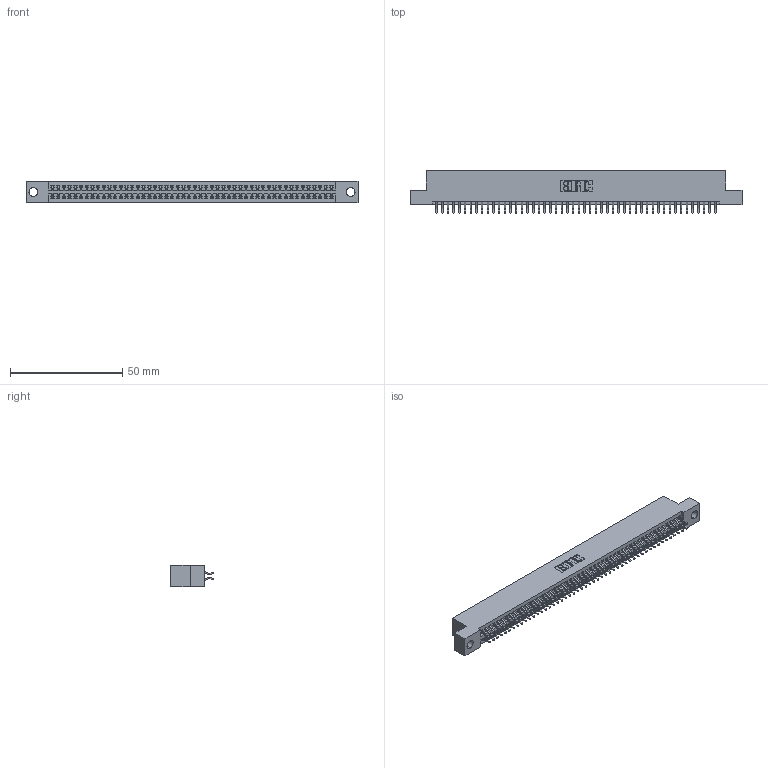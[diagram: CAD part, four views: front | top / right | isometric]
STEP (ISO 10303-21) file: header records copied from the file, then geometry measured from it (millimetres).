
FILE_DESCRIPTION (( 'STEP AP203' ), '1' );
FILE_NAME ('395-100-556-204.STEP', '2018-11-30T03:13:42', ( '' ), ( '' ), 'SwSTEP 2.0', 'SolidWorks 2016', '' );
FILE_SCHEMA (( 'CONFIG_CONTROL_DESIGN' ));
Length unit declared in the file: inch
Products named in the file (3): 345-292-001_556 Tail; 395-100-556-204; 345 Part_Flush Mounting Lugs - 0.156 Dia-TH
Assembly tree (101 placements, depth 2):
  395-100-556-204
    345 Part_Flush Mounting Lugs - 0.156 Dia-TH
    345-292-001_556 Tail  x100
Bounding box: 148.21 x 19.24 x 9.4 mm (x, y, z)
Volume: 14379.6 mm3; surface area: 21138.1 mm2
Topology: 101 solids, 101 shells, 5726 faces, 17041 edges, 11226 vertices
Faces by surface type: plane 3780, cylinder 1946
Entity records: 38377 total; most frequent: CARTESIAN_POINT 6440, ORIENTED_EDGE 6362, DIRECTION 5657, EDGE_CURVE 3181, VECTOR 2841, LINE 2841, VERTEX_POINT 2118, AXIS2_PLACEMENT_3D 1408
